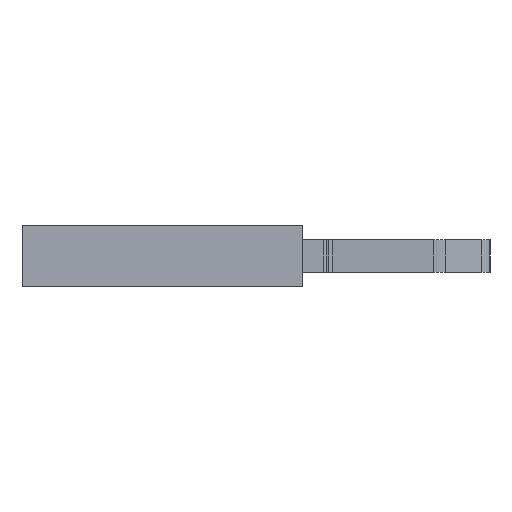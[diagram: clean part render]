
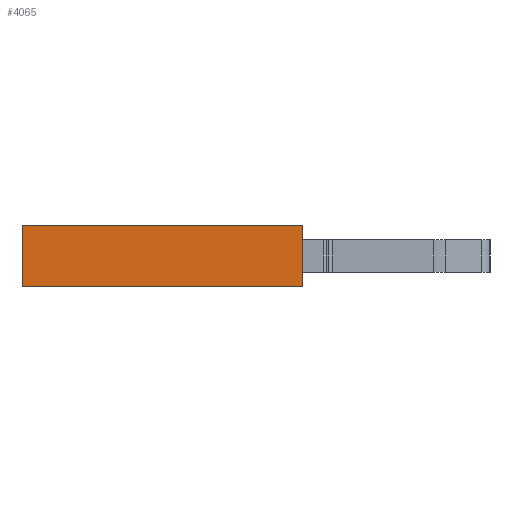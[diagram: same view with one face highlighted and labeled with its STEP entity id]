
A CAD part, left-side view. The second image highlights one B-rep face of the part: STEP entity #4065.
In plain terms, the highlighted planar face has unit normal (-1, 0, 0).
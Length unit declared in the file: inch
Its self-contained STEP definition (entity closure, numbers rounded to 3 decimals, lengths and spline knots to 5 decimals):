
#101=DIRECTION('',(0.,-1.,0.));
#102=VECTOR('',#101,13.79969);
#103=CARTESIAN_POINT('',(-35.19913,15.26063,-1.5));
#104=LINE('',#103,#102);
#273=DIRECTION('',(0.,0.,1.));
#274=VECTOR('',#273,3.);
#275=CARTESIAN_POINT('',(-35.19913,1.46094,-1.5));
#276=LINE('',#275,#274);
#293=DIRECTION('',(0.,0.,1.));
#294=VECTOR('',#293,3.);
#295=CARTESIAN_POINT('',(-35.19913,15.26063,-1.5));
#296=LINE('',#295,#294);
#553=DIRECTION('',(0.,-1.,0.));
#554=VECTOR('',#553,13.79969);
#555=CARTESIAN_POINT('',(-35.19913,15.26063,1.5));
#556=LINE('',#555,#554);
#2883=CARTESIAN_POINT('',(-35.19913,15.26063,-1.5));
#2884=VERTEX_POINT('',#2883);
#2885=CARTESIAN_POINT('',(-35.19913,1.46094,-1.5));
#2886=VERTEX_POINT('',#2885);
#2965=CARTESIAN_POINT('',(-35.19913,15.26063,1.5));
#2966=VERTEX_POINT('',#2965);
#2967=CARTESIAN_POINT('',(-35.19913,1.46094,1.5));
#2968=VERTEX_POINT('',#2967);
#4052=CARTESIAN_POINT('',(-35.19913,15.26063,-1.5));
#4053=DIRECTION('',(-1.,0.,0.));
#4054=DIRECTION('',(0.,-1.,0.));
#4055=AXIS2_PLACEMENT_3D('',#4052,#4053,#4054);
#4056=PLANE('',#4055);
#4057=ORIENTED_EDGE('',*,*,#3752,.F.);
#4059=ORIENTED_EDGE('',*,*,#4058,.T.);
#4061=ORIENTED_EDGE('',*,*,#4060,.T.);
#4062=ORIENTED_EDGE('',*,*,#4034,.F.);
#4063=EDGE_LOOP('',(#4057,#4059,#4061,#4062));
#4064=FACE_OUTER_BOUND('',#4063,.F.);
#3752=EDGE_CURVE('',#2884,#2886,#104,.T.);
#4034=EDGE_CURVE('',#2886,#2968,#276,.T.);
#4058=EDGE_CURVE('',#2884,#2966,#296,.T.);
#4060=EDGE_CURVE('',#2966,#2968,#556,.T.);
#4065=ADVANCED_FACE('',(#4064),#4056,.T.);
